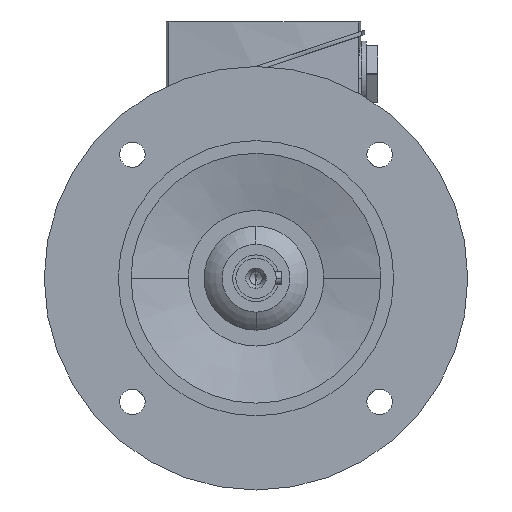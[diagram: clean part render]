
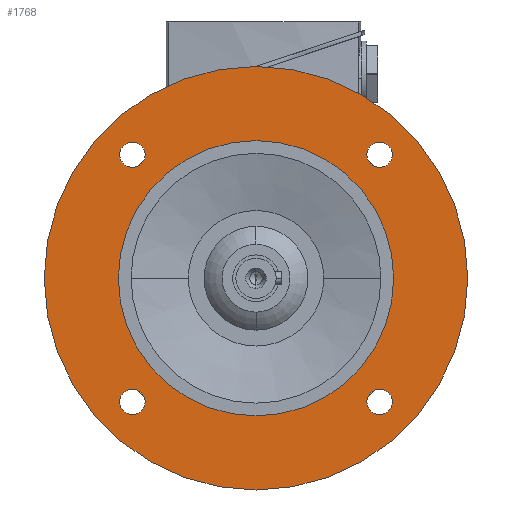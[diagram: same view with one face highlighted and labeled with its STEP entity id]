
A CAD part, left-side view. The second image highlights one B-rep face of the part: STEP entity #1768.
In plain terms, the highlighted planar face has unit normal (-1, 0, 0).
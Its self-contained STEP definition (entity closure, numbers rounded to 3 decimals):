
#1768=ADVANCED_FACE('',(#3564,#3565,#3566,#3567,#3568,#3569),#3570,.T.);
#3564=FACE_BOUND('',#5358,.T.);
#3565=FACE_BOUND('',#5359,.T.);
#3566=FACE_BOUND('',#5360,.T.);
#3567=FACE_BOUND('',#5361,.T.);
#3568=FACE_OUTER_BOUND('',#5362,.T.);
#3569=FACE_BOUND('',#5363,.T.);
#3570=PLANE('',#5364);
#5358=EDGE_LOOP('',(#10932,#10933));
#5359=EDGE_LOOP('',(#10934,#10935));
#5360=EDGE_LOOP('',(#10936,#10937));
#5361=EDGE_LOOP('',(#10938,#10939));
#5362=EDGE_LOOP('',(#10940,#10941));
#5363=EDGE_LOOP('',(#10942,#10943));
#5364=AXIS2_PLACEMENT_3D('',#10944,#10945,#10946);
#10932=ORIENTED_EDGE('',*,*,#13114,.T.);
#10933=ORIENTED_EDGE('',*,*,#11016,.T.);
#10934=ORIENTED_EDGE('',*,*,#13117,.T.);
#10935=ORIENTED_EDGE('',*,*,#11011,.T.);
#10936=ORIENTED_EDGE('',*,*,#13120,.T.);
#10937=ORIENTED_EDGE('',*,*,#11006,.T.);
#10938=ORIENTED_EDGE('',*,*,#13123,.T.);
#10939=ORIENTED_EDGE('',*,*,#11001,.T.);
#10940=ORIENTED_EDGE('',*,*,#10970,.F.);
#10941=ORIENTED_EDGE('',*,*,#13179,.F.);
#10942=ORIENTED_EDGE('',*,*,#10977,.T.);
#10943=ORIENTED_EDGE('',*,*,#13177,.T.);
#10944=CARTESIAN_POINT('',(-27.0,82.5,0.0));
#10945=DIRECTION('',(-1.0,0.0,0.0));
#10946=DIRECTION('',(0.0,-1.0,0.0));
#10970=EDGE_CURVE('',#13184,#13187,#13188,.T.);
#10977=EDGE_CURVE('',#13194,#13198,#13200,.T.);
#11001=EDGE_CURVE('',#13242,#13239,#13243,.T.);
#11006=EDGE_CURVE('',#13251,#13248,#13252,.T.);
#11011=EDGE_CURVE('',#13260,#13257,#13261,.T.);
#11016=EDGE_CURVE('',#13269,#13266,#13270,.T.);
#13114=EDGE_CURVE('',#13266,#13269,#16395,.T.);
#13117=EDGE_CURVE('',#13257,#13260,#16398,.T.);
#13120=EDGE_CURVE('',#13248,#13251,#16401,.T.);
#13123=EDGE_CURVE('',#13239,#13242,#16404,.T.);
#13177=EDGE_CURVE('',#13198,#13194,#16471,.T.);
#13179=EDGE_CURVE('',#13187,#13184,#16473,.T.);
#13184=VERTEX_POINT('',#16478);
#13187=VERTEX_POINT('',#16482);
#13188=CIRCLE('',#16483,100.0);
#13194=VERTEX_POINT('',#16490);
#13198=VERTEX_POINT('',#16495);
#13200=CIRCLE('',#16498,65.0);
#13239=VERTEX_POINT('',#16546);
#13242=VERTEX_POINT('',#16550);
#13243=CIRCLE('',#16551,6.0);
#13248=VERTEX_POINT('',#16557);
#13251=VERTEX_POINT('',#16561);
#13252=CIRCLE('',#16562,6.0);
#13257=VERTEX_POINT('',#16568);
#13260=VERTEX_POINT('',#16572);
#13261=CIRCLE('',#16573,6.0);
#13266=VERTEX_POINT('',#16579);
#13269=VERTEX_POINT('',#16583);
#13270=CIRCLE('',#16584,6.0);
#16395=CIRCLE('',#22864,6.0);
#16398=CIRCLE('',#22867,6.0);
#16401=CIRCLE('',#22870,6.0);
#16404=CIRCLE('',#22873,6.0);
#16471=CIRCLE('',#22983,65.0);
#16473=CIRCLE('',#22985,100.0);
#16478=CARTESIAN_POINT('',(-27.0,100.0,0.0));
#16482=CARTESIAN_POINT('',(-27.0,-100.0,0.));
#16483=AXIS2_PLACEMENT_3D('',#22990,#22991,#22992);
#16490=CARTESIAN_POINT('',(-27.0,65.0,0.0));
#16495=CARTESIAN_POINT('',(-27.0,-65.0,0.));
#16498=AXIS2_PLACEMENT_3D('',#23002,#23003,#23004);
#16546=CARTESIAN_POINT('',(-27.0,-62.579,62.579));
#16550=CARTESIAN_POINT('',(-27.0,-54.094,54.094));
#16551=AXIS2_PLACEMENT_3D('',#23046,#23047,#23048);
#16557=CARTESIAN_POINT('',(-27.0,62.579,62.579));
#16561=CARTESIAN_POINT('',(-27.0,54.094,54.094));
#16562=AXIS2_PLACEMENT_3D('',#23054,#23055,#23056);
#16568=CARTESIAN_POINT('',(-27.0,62.579,-62.579));
#16572=CARTESIAN_POINT('',(-27.0,54.094,-54.094));
#16573=AXIS2_PLACEMENT_3D('',#23062,#23063,#23064);
#16579=CARTESIAN_POINT('',(-27.0,-62.579,-62.579));
#16583=CARTESIAN_POINT('',(-27.0,-54.094,-54.094));
#16584=AXIS2_PLACEMENT_3D('',#23070,#23071,#23072);
#22864=AXIS2_PLACEMENT_3D('',#25333,#25334,#25335);
#22867=AXIS2_PLACEMENT_3D('',#25339,#25340,#25341);
#22870=AXIS2_PLACEMENT_3D('',#25345,#25346,#25347);
#22873=AXIS2_PLACEMENT_3D('',#25351,#25352,#25353);
#22983=AXIS2_PLACEMENT_3D('',#25402,#25403,#25404);
#22985=AXIS2_PLACEMENT_3D('',#25405,#25406,#25407);
#22990=CARTESIAN_POINT('',(-27.0,0.0,0.0));
#22991=DIRECTION('',(1.0,0.0,0.0));
#22992=DIRECTION('',(0.0,1.0,0.0));
#23002=CARTESIAN_POINT('',(-27.0,0.0,0.0));
#23003=DIRECTION('',(1.0,0.0,0.0));
#23004=DIRECTION('',(0.0,1.0,0.0));
#23046=CARTESIAN_POINT('',(-27.0,-58.336,58.336));
#23047=DIRECTION('',(1.0,0.0,-0.0));
#23048=DIRECTION('',(0.0,-0.707,0.707));
#23054=CARTESIAN_POINT('',(-27.0,58.336,58.336));
#23055=DIRECTION('',(1.0,0.0,-0.0));
#23056=DIRECTION('',(0.0,0.707,0.707));
#23062=CARTESIAN_POINT('',(-27.0,58.336,-58.336));
#23063=DIRECTION('',(1.0,-0.0,0.0));
#23064=DIRECTION('',(0.0,0.707,-0.707));
#23070=CARTESIAN_POINT('',(-27.0,-58.336,-58.336));
#23071=DIRECTION('',(1.0,0.0,0.0));
#23072=DIRECTION('',(0.0,-0.707,-0.707));
#25333=CARTESIAN_POINT('',(-27.0,-58.336,-58.336));
#25334=DIRECTION('',(1.0,0.0,0.0));
#25335=DIRECTION('',(0.0,-0.707,-0.707));
#25339=CARTESIAN_POINT('',(-27.0,58.336,-58.336));
#25340=DIRECTION('',(1.0,-0.0,0.0));
#25341=DIRECTION('',(0.0,0.707,-0.707));
#25345=CARTESIAN_POINT('',(-27.0,58.336,58.336));
#25346=DIRECTION('',(1.0,0.0,-0.0));
#25347=DIRECTION('',(0.0,0.707,0.707));
#25351=CARTESIAN_POINT('',(-27.0,-58.336,58.336));
#25352=DIRECTION('',(1.0,0.0,-0.0));
#25353=DIRECTION('',(0.0,-0.707,0.707));
#25402=CARTESIAN_POINT('',(-27.0,0.0,0.0));
#25403=DIRECTION('',(1.0,0.0,0.0));
#25404=DIRECTION('',(0.0,1.0,0.0));
#25405=CARTESIAN_POINT('',(-27.0,0.0,0.0));
#25406=DIRECTION('',(1.0,0.0,0.0));
#25407=DIRECTION('',(0.0,1.0,0.0));
